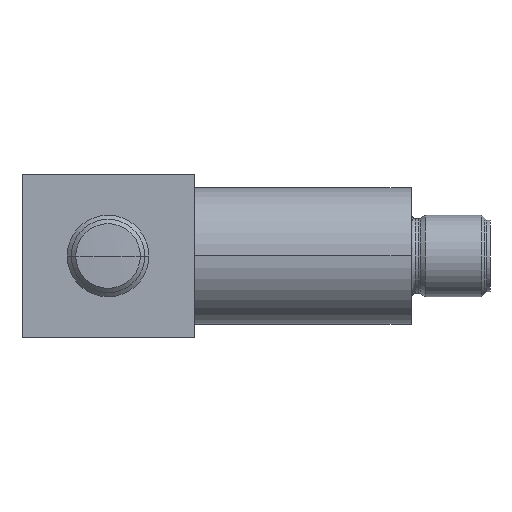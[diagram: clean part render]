
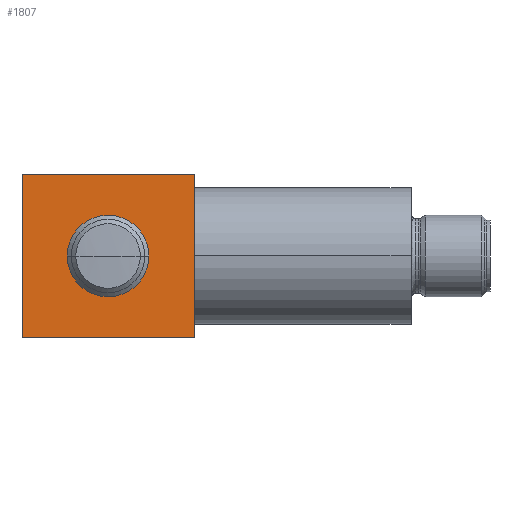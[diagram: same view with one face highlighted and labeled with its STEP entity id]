
A CAD part, front view. The second image highlights one B-rep face of the part: STEP entity #1807.
In plain terms, the highlighted planar face has unit normal (0, -1, 0).
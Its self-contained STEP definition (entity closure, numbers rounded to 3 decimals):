
#18=DIRECTION('',(1.,0.,0.));
#19=VECTOR('',#18,25.3);
#20=CARTESIAN_POINT('',(-12.65,-12.,12.));
#21=LINE('',#20,#19);
#30=CARTESIAN_POINT('',(0.,-12.001,0.));
#31=DIRECTION('',(0.,-1.,0.));
#32=DIRECTION('',(1.,0.,0.));
#33=AXIS2_PLACEMENT_3D('',#30,#31,#32);
#35=CARTESIAN_POINT('',(0.,-12.001,0.));
#36=DIRECTION('',(0.,-1.,0.));
#37=DIRECTION('',(-1.,0.,0.));
#38=AXIS2_PLACEMENT_3D('',#35,#36,#37);
#40=DIRECTION('',(0.,0.,1.));
#41=VECTOR('',#40,24.);
#42=CARTESIAN_POINT('',(-12.65,-12.,-12.));
#43=LINE('',#42,#41);
#54=DIRECTION('',(-1.,0.,0.));
#55=VECTOR('',#54,25.3);
#56=CARTESIAN_POINT('',(12.65,-12.,-12.));
#57=LINE('',#56,#55);
#62=DIRECTION('',(0.,0.,-1.));
#63=VECTOR('',#62,24.);
#64=CARTESIAN_POINT('',(12.65,-12.,12.));
#65=LINE('',#64,#63);
#1434=CARTESIAN_POINT('',(-12.65,-12.,-12.));
#1435=CARTESIAN_POINT('',(-12.65,-12.,12.));
#1436=VERTEX_POINT('',#1434);
#1437=VERTEX_POINT('',#1435);
#1438=CARTESIAN_POINT('',(12.65,-12.,-12.));
#1439=VERTEX_POINT('',#1438);
#1440=CARTESIAN_POINT('',(12.65,-12.,12.));
#1441=VERTEX_POINT('',#1440);
#1442=CARTESIAN_POINT('',(5.7,-12.001,0.));
#1443=CARTESIAN_POINT('',(-5.7,-12.001,0.));
#1444=VERTEX_POINT('',#1442);
#1445=VERTEX_POINT('',#1443);
#1787=CARTESIAN_POINT('',(0.,-12.,0.));
#1788=DIRECTION('',(0.,1.,0.));
#1789=DIRECTION('',(1.,0.,0.));
#1790=AXIS2_PLACEMENT_3D('',#1787,#1788,#1789);
#1791=PLANE('',#1790);
#1793=ORIENTED_EDGE('',*,*,#1792,.T.);
#1794=ORIENTED_EDGE('',*,*,#1776,.T.);
#1796=ORIENTED_EDGE('',*,*,#1795,.T.);
#1798=ORIENTED_EDGE('',*,*,#1797,.T.);
#1799=EDGE_LOOP('',(#1793,#1794,#1796,#1798));
#1800=FACE_OUTER_BOUND('',#1799,.F.);
#1802=ORIENTED_EDGE('',*,*,#1801,.T.);
#1804=ORIENTED_EDGE('',*,*,#1803,.T.);
#1805=EDGE_LOOP('',(#1802,#1804));
#1806=FACE_BOUND('',#1805,.F.);
#34=CIRCLE('',#33,5.7);
#39=CIRCLE('',#38,5.7);
#1776=EDGE_CURVE('',#1437,#1441,#21,.T.);
#1792=EDGE_CURVE('',#1436,#1437,#43,.T.);
#1795=EDGE_CURVE('',#1441,#1439,#65,.T.);
#1797=EDGE_CURVE('',#1439,#1436,#57,.T.);
#1801=EDGE_CURVE('',#1444,#1445,#34,.T.);
#1803=EDGE_CURVE('',#1445,#1444,#39,.T.);
#1807=ADVANCED_FACE('',(#1800,#1806),#1791,.F.);
